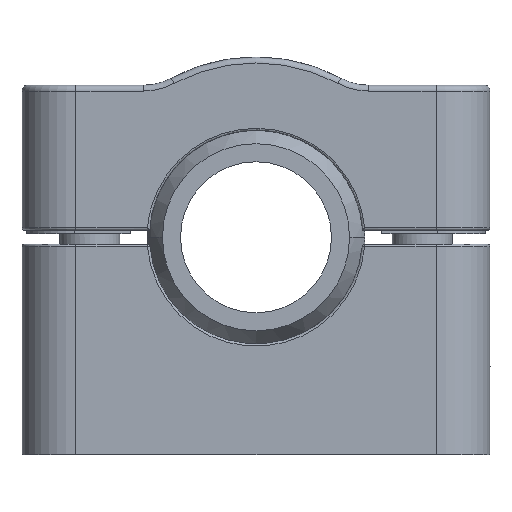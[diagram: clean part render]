
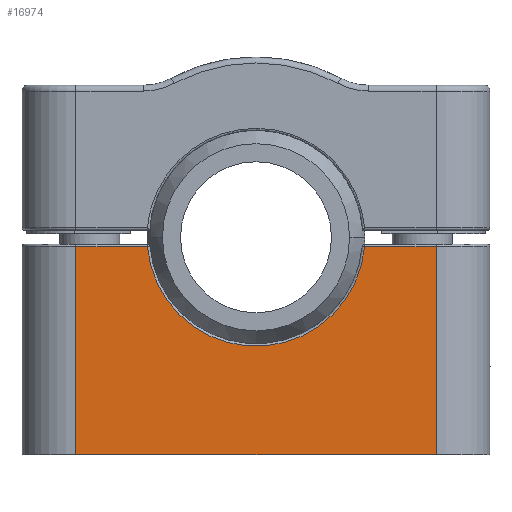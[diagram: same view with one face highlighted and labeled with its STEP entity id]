
A CAD part, front view. The second image highlights one B-rep face of the part: STEP entity #16974.
In plain terms, the highlighted planar face has unit normal (0, -1, 0).
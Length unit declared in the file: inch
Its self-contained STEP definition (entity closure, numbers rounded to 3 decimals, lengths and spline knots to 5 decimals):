
#3825=DIRECTION('',(-1.,0.,0.));
#3826=VECTOR('',#3825,0.30608);
#3827=CARTESIAN_POINT('',(-0.46392,-0.23,-0.01));
#3828=LINE('',#3827,#3826);
#3846=DIRECTION('',(0.,0.,1.));
#3847=VECTOR('',#3846,0.89);
#3848=CARTESIAN_POINT('',(0.77,-0.23,-0.9));
#3849=LINE('',#3848,#3847);
#3850=DIRECTION('',(0.,0.,1.));
#3851=VECTOR('',#3850,0.89);
#3852=CARTESIAN_POINT('',(-0.77,-0.23,-0.9));
#3853=LINE('',#3852,#3851);
#3854=CARTESIAN_POINT('',(0.,-0.23,0.03));
#3855=DIRECTION('',(0.,1.,0.));
#3856=DIRECTION('',(0.996,0.,-0.086));
#3857=AXIS2_PLACEMENT_3D('',#3854,#3855,#3856);
#4027=DIRECTION('',(1.,0.,0.));
#4028=VECTOR('',#4027,1.54);
#4029=CARTESIAN_POINT('',(-0.77,-0.23,-0.9));
#4030=LINE('',#4029,#4028);
#8048=DIRECTION('',(1.,0.,0.));
#8049=VECTOR('',#8048,0.30608);
#8050=CARTESIAN_POINT('',(0.46392,-0.23,-0.01));
#8051=LINE('',#8050,#8049);
#11083=CARTESIAN_POINT('',(-0.77,-0.23,-0.9));
#11085=VERTEX_POINT('',#11083);
#11086=CARTESIAN_POINT('',(0.77,-0.23,-0.9));
#11088=VERTEX_POINT('',#11086);
#11251=CARTESIAN_POINT('',(-0.46392,-0.23,-0.01));
#11252=CARTESIAN_POINT('',(-0.77,-0.23,-0.01));
#11253=VERTEX_POINT('',#11251);
#11254=VERTEX_POINT('',#11252);
#11301=CARTESIAN_POINT('',(0.77,-0.23,-0.01));
#11302=VERTEX_POINT('',#11301);
#11305=CARTESIAN_POINT('',(0.46392,-0.23,-0.01));
#11306=VERTEX_POINT('',#11305);
#16956=CARTESIAN_POINT('',(-1.,-0.23,0.));
#16957=DIRECTION('',(0.,-1.,0.));
#16958=DIRECTION('',(0.,0.,-1.));
#16959=AXIS2_PLACEMENT_3D('',#16956,#16957,#16958);
#16960=PLANE('',#16959);
#16961=ORIENTED_EDGE('',*,*,#16946,.F.);
#16963=ORIENTED_EDGE('',*,*,#16962,.F.);
#16965=ORIENTED_EDGE('',*,*,#16964,.T.);
#16967=ORIENTED_EDGE('',*,*,#16966,.F.);
#16969=ORIENTED_EDGE('',*,*,#16968,.F.);
#16971=ORIENTED_EDGE('',*,*,#16970,.T.);
#16972=EDGE_LOOP('',(#16961,#16963,#16965,#16967,#16969,#16971));
#16973=FACE_OUTER_BOUND('',#16972,.F.);
#16974=ADVANCED_FACE('',(#16973),#16960,.T.);
#3858=CIRCLE('',#3857,0.46564);
#16946=EDGE_CURVE('',#11253,#11254,#3828,.T.);
#16962=EDGE_CURVE('',#11306,#11253,#3858,.T.);
#16964=EDGE_CURVE('',#11306,#11302,#8051,.T.);
#16966=EDGE_CURVE('',#11088,#11302,#3849,.T.);
#16968=EDGE_CURVE('',#11085,#11088,#4030,.T.);
#16970=EDGE_CURVE('',#11085,#11254,#3853,.T.);
